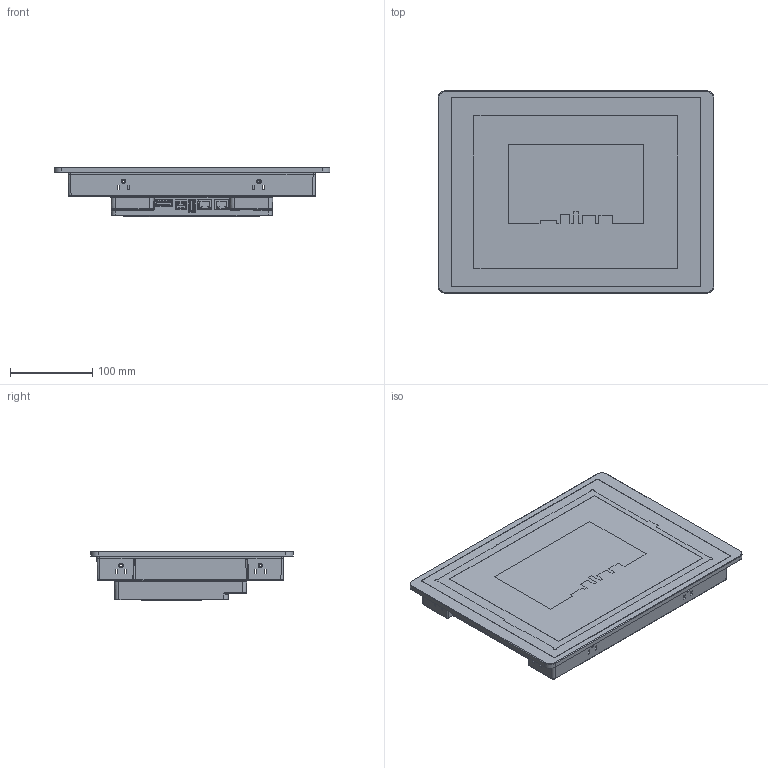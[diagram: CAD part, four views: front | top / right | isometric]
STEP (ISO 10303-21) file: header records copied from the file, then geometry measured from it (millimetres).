
FILE_DESCRIPTION (( 'STEP AP214' ), '1' );
FILE_NAME ('22ST-12.STEP', '2021-04-26T04:55:39', ( '' ), ( '' ), 'SwSTEP 2.0', 'SolidWorks 2020', '' );
FILE_SCHEMA (( 'AUTOMOTIVE_DESIGN' ));
Length unit declared in the file: millimetre
Products named in the file (4): RC; BODY; 22ST-12; TB
Assembly tree (3 placements, depth 2):
  22ST-12
    RC
    BODY
    TB
Bounding box: 335.35 x 245.8 x 60.6 mm (x, y, z)
Volume: 1352929.6 mm3; surface area: 470455.2 mm2
Topology: 3 solids, 3 shells, 2529 faces, 7101 edges, 4565 vertices
Faces by surface type: plane 1599, cylinder 664, bspline 182, cone 36, torus 30, sphere 18
Entity records: 88807 total; most frequent: CARTESIAN_POINT 25192, ORIENTED_EDGE 14156, DIRECTION 11808, EDGE_CURVE 7078, LINE 5048, VECTOR 5048, VERTEX_POINT 4563, AXIS2_PLACEMENT_3D 3380
